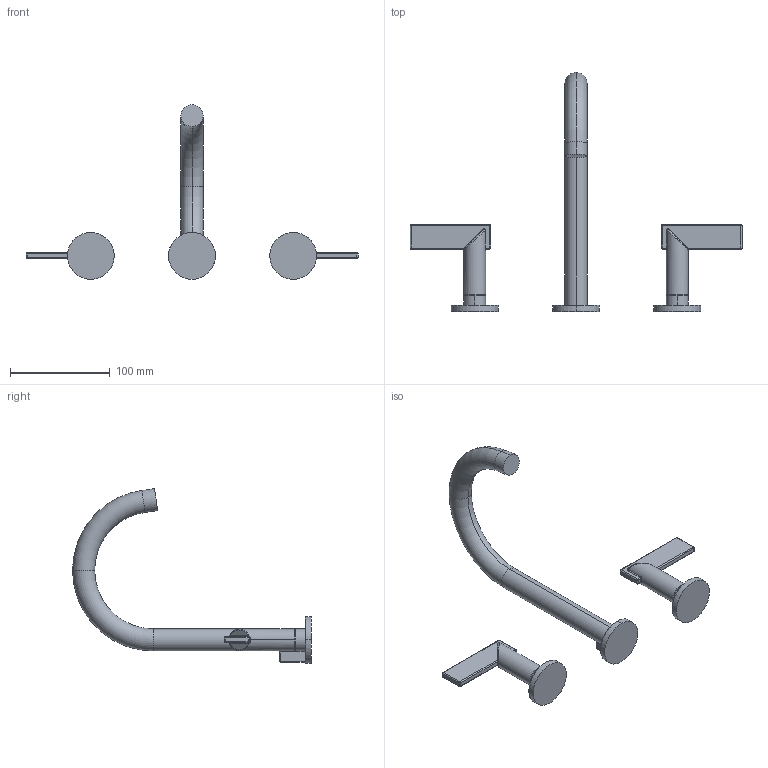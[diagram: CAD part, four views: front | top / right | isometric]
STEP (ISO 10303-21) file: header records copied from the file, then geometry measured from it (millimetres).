
FILE_DESCRIPTION((''),'2;1');
FILE_NAME('2480','2020-11-27T11:38:35',('jinson.thomas'),(''),'CREO PARAMETRIC BY PTC INC, 2018400','CREO PARAMETRIC BY PTC INC, 2018400','');
FILE_SCHEMA(('CONFIG_CONTROL_DESIGN'));
Length unit declared in the file: inch
Products named in the file (1): 2480
Bounding box: 333.25 x 239.88 x 175.29 mm (x, y, z)
Volume: 251368.3 mm3; surface area: 58406.4 mm2
Topology: 3 solids, 3 shells, 158 faces, 362 edges, 198 vertices
Faces by surface type: cylinder 66, plane 32, bspline 24, sphere 20, torus 16
Entity records: 5889 total; most frequent: CARTESIAN_POINT 2501, DIRECTION 728, ORIENTED_EDGE 684, EDGE_CURVE 342, AXIS2_PLACEMENT_3D 310, VERTEX_POINT 198, CIRCLE 176, EDGE_LOOP 166
